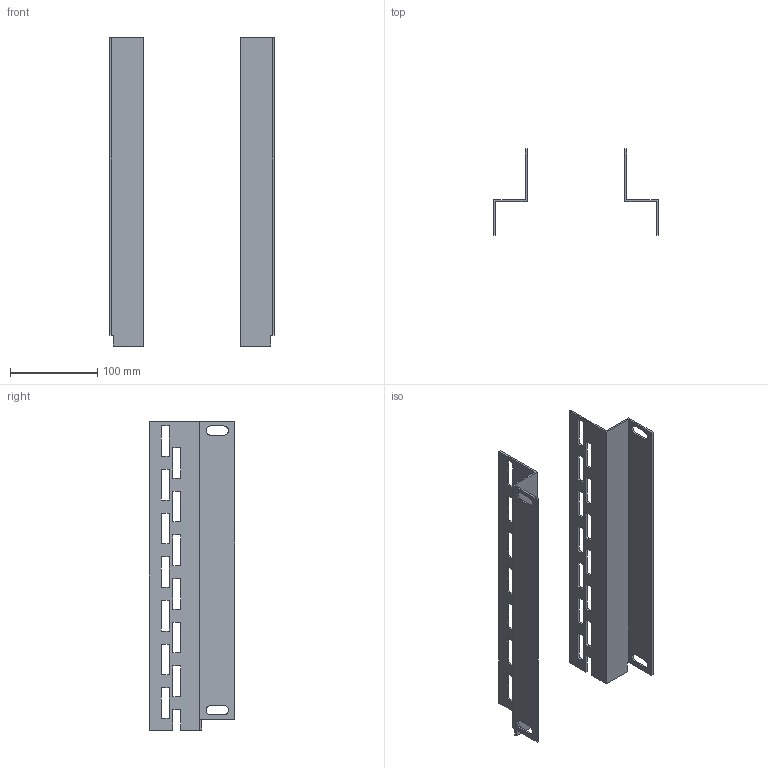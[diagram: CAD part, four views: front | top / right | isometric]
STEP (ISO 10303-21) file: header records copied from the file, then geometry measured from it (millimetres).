
FILE_DESCRIPTION (( 'STEP AP214' ), '1' );
FILE_NAME ('0391-0003-40-00.step', '2024-06-12T11:39:30', ( '' ), ( '' ), 'SwSTEP 2.0', 'SolidWorks 2019', '' );
FILE_SCHEMA (( 'AUTOMOTIVE_DESIGN' ));
Length unit declared in the file: millimetre
Products named in the file (3): 0391-0003-40-00; MittenbefestigungH390L_400; MittenbefestigungH390R_400
Assembly tree (2 placements, depth 2):
  0391-0003-40-00
    MittenbefestigungH390R_400
    MittenbefestigungH390L_400
Bounding box: 188 x 98 x 353 mm (x, y, z)
Volume: 167929.3 mm3; surface area: 177093.2 mm2
Topology: 2 solids, 2 shells, 152 faces, 444 edges, 296 vertices
Faces by surface type: plane 144, cylinder 8
Entity records: 5174 total; most frequent: CARTESIAN_POINT 897, ORIENTED_EDGE 888, DIRECTION 774, EDGE_CURVE 444, VECTOR 428, LINE 428, VERTEX_POINT 296, EDGE_LOOP 212
